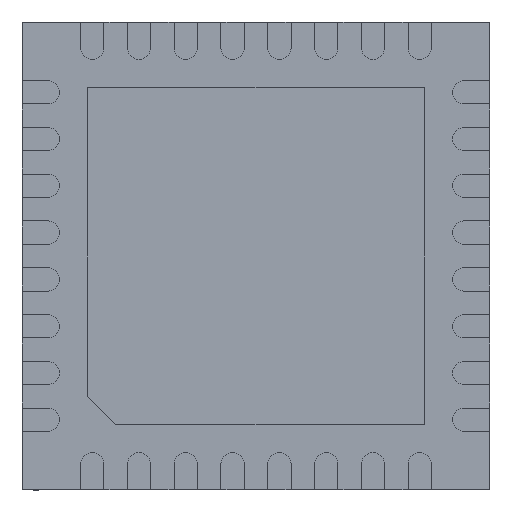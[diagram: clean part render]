
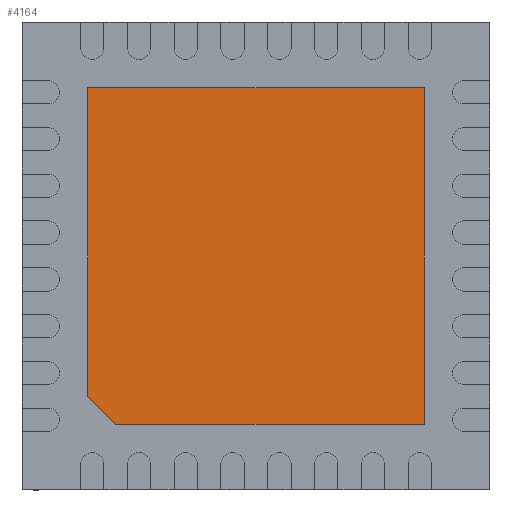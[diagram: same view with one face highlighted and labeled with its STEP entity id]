
A CAD part, front view. The second image highlights one B-rep face of the part: STEP entity #4164.
In plain terms, the highlighted planar face has unit normal (0, -1, 0).
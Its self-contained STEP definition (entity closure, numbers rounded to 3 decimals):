
#203 = EDGE_LOOP ( 'NONE', ( #4637, #1742, #6994, #2990, #2870 ) ) ;
#742 = PLANE ( 'NONE',  #12747 ) ;
#1742 = ORIENTED_EDGE ( 'NONE', *, *, #12776, .F. ) ;
#1885 = DIRECTION ( 'NONE',  ( 0., 0., -1. ) ) ;
#2335 = CARTESIAN_POINT ( 'NONE',  ( 1.8, -0.525, 1.8 ) ) ;
#2870 = ORIENTED_EDGE ( 'NONE', *, *, #9548, .F. ) ;
#2990 = ORIENTED_EDGE ( 'NONE', *, *, #14803, .F. ) ;
#3074 = DIRECTION ( 'NONE',  ( 0., 1., 0. ) ) ;
#3196 = EDGE_CURVE ( 'NONE', #6556, #9363, #4596, .T. ) ;
#3853 = DIRECTION ( 'NONE',  ( -1., 0., 0. ) ) ;
#4164 = ADVANCED_FACE ( 'NONE', ( #8679 ), #742, .F. ) ;
#4383 = VECTOR ( 'NONE', #1885, 1000. ) ;
#4596 = LINE ( 'NONE', #11973, #13483 ) ;
#4637 = ORIENTED_EDGE ( 'NONE', *, *, #7967, .F. ) ;
#5440 = LINE ( 'NONE', #8349, #14343 ) ;
#6442 = VECTOR ( 'NONE', #13251, 1000. ) ;
#6541 = LINE ( 'NONE', #12974, #13265 ) ;
#6556 = VERTEX_POINT ( 'NONE', #11827 ) ;
#6814 = CARTESIAN_POINT ( 'NONE',  ( -1.8, -0.525, 1.8 ) ) ;
#6994 = ORIENTED_EDGE ( 'NONE', *, *, #3196, .F. ) ;
#7428 = CARTESIAN_POINT ( 'NONE',  ( 1.8, -0.525, -1.8 ) ) ;
#7827 = DIRECTION ( 'NONE',  ( 0., 0., 1. ) ) ;
#7967 = EDGE_CURVE ( 'NONE', #13712, #14916, #12179, .T. ) ;
#8056 = VERTEX_POINT ( 'NONE', #9958 ) ;
#8349 = CARTESIAN_POINT ( 'NONE',  ( -1.8, -0.525, -1.5 ) ) ;
#8679 = FACE_OUTER_BOUND ( 'NONE', #203, .T. ) ;
#9363 = VERTEX_POINT ( 'NONE', #6814 ) ;
#9548 = EDGE_CURVE ( 'NONE', #14916, #8056, #6541, .T. ) ;
#9751 = DIRECTION ( 'NONE',  ( -0.707, 0., 0.707 ) ) ;
#9958 = CARTESIAN_POINT ( 'NONE',  ( -1.5, -0.525, -1.8 ) ) ;
#10421 = LINE ( 'NONE', #10849, #6442 ) ;
#10849 = CARTESIAN_POINT ( 'NONE',  ( 1.8, -0.525, 1.8 ) ) ;
#11827 = CARTESIAN_POINT ( 'NONE',  ( -1.8, -0.525, -1.5 ) ) ;
#11973 = CARTESIAN_POINT ( 'NONE',  ( -1.8, -0.525, 1.8 ) ) ;
#12179 = LINE ( 'NONE', #13463, #4383 ) ;
#12747 = AXIS2_PLACEMENT_3D ( 'NONE', #13563, #3074, #7827 ) ;
#12776 = EDGE_CURVE ( 'NONE', #9363, #13712, #10421, .T. ) ;
#12974 = CARTESIAN_POINT ( 'NONE',  ( -1.5, -0.525, -1.8 ) ) ;
#13251 = DIRECTION ( 'NONE',  ( 1., 0., 0. ) ) ;
#13265 = VECTOR ( 'NONE', #3853, 1000. ) ;
#13463 = CARTESIAN_POINT ( 'NONE',  ( 1.8, -0.525, -1.8 ) ) ;
#13483 = VECTOR ( 'NONE', #14324, 1000. ) ;
#13563 = CARTESIAN_POINT ( 'NONE',  ( 0., -0.525, 2.1 ) ) ;
#13712 = VERTEX_POINT ( 'NONE', #2335 ) ;
#14324 = DIRECTION ( 'NONE',  ( 0., 0., 1. ) ) ;
#14343 = VECTOR ( 'NONE', #9751, 1000. ) ;
#14803 = EDGE_CURVE ( 'NONE', #8056, #6556, #5440, .T. ) ;
#14916 = VERTEX_POINT ( 'NONE', #7428 ) ;
